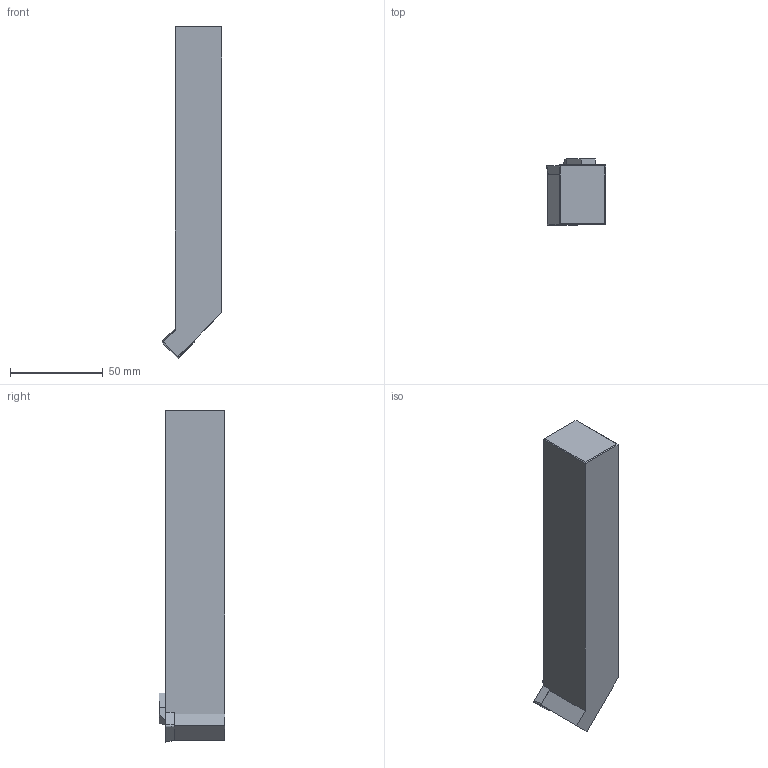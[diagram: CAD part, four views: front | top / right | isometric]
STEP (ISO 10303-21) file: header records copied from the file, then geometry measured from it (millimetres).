
FILE_DESCRIPTION((''),'2;1');
FILE_NAME('70588032_ASM','2018-11-19T13:51:05',('piechottad'),(''),'CREO PARAMETRIC BY PTC INC, 2017380','CREO PARAMETRIC BY PTC INC, 2017380','');
FILE_SCHEMA(('AUTOMOTIVE_DESIGN { 1 0 10303 214 1 1 1 1 }'));
Length unit declared in the file: millimetre
Products named in the file (3): 70588032NC; 70588032C; 70588032_ASM
Assembly tree (2 placements, depth 2):
  70588032_ASM
    70588032NC
    70588032C
Bounding box: 32 x 35.5 x 178.65 mm (x, y, z)
Volume: 135089 mm3; surface area: 21726 mm2
Topology: 2 solids, 2 shells, 42 faces, 112 edges, 74 vertices
Faces by surface type: plane 32, cylinder 6, torus 2, cone 2
Entity records: 2885 total; most frequent: CARTESIAN_POINT 306, DIRECTION 280, ORIENTED_EDGE 204, PRESENTATION_STYLE_ASSIGNMENT 153, STYLED_ITEM 153, PROPERTY_DEFINITION 151, CURVE_STYLE 150, REPRESENTATION 149
